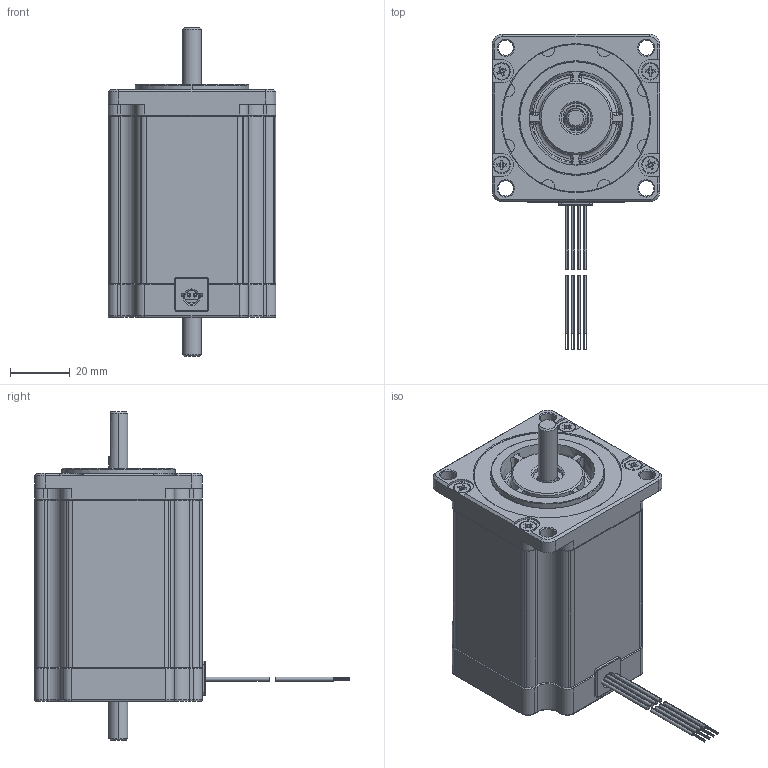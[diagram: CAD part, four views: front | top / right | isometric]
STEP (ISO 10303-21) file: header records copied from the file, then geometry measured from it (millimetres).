
FILE_DESCRIPTION((''),'2;1');
FILE_NAME('4611110027524_ASM','2024-04-17T13:51:57',('ms26442'),(''),'CREO PARAMETRIC BY PTC INC, 2018100','CREO PARAMETRIC BY PTC INC, 2018100','');
FILE_SCHEMA(('CONFIG_CONTROL_DESIGN'));
Products named in the file (24): 4613102100395; 3698153000014; 3698153000331; 4613104002594_ASM; 4634140202350; 3632305500063; 4613103004789_ASM; 4219121302125; 4331101000003; 4613106100431; 4332101206151_AF0; 4693220000369_AF0; 4613110000059_AF0; 4693220000369_AF1; 4613106100431_AF0; 4613107109747_ASM; 4219121302777; 4294440200013_AF0; 4294404000578; 4294440200013_AF1; 4613153001271_ASM; 3219720005029; 3219720000388; 4611110027524_ASM
Assembly tree (29 placements, depth 5):
  4611110027524_ASM
    4613153001271_ASM
      4613103004789_ASM
        4613104002594_ASM
          4613102100395
          3698153000014
          3698153000331
        4634140202350
        3632305500063
      4219121302125
      4331101000003  x2
      4613107109747_ASM
        4613106100431  x3
        4332101206151_AF0
        4693220000369_AF0
        4613110000059_AF0
        4693220000369_AF1
        4613106100431_AF0
      4219121302777
      4294440200013_AF0
      4294404000578  x4
      4294440200013_AF1
    3219720005029
    3219720000388
Bounding box: 56.26 x 105.68 x 110.1 mm (x, y, z)
Volume: 149454 mm3; surface area: 140152.2 mm2
Topology: 35 solids, 49 shells, 4498 faces, 12408 edges, 8150 vertices
Faces by surface type: cylinder 2449, plane 1789, cone 121, torus 70, bspline 41, extrusion 24, sphere 4
Entity records: 112404 total; most frequent: CARTESIAN_POINT 22320, DIRECTION 19600, ORIENTED_EDGE 18616, EDGE_CURVE 9322, AXIS2_PLACEMENT_3D 7042, VERTEX_POINT 6104, VECTOR 5516, LINE 5492
